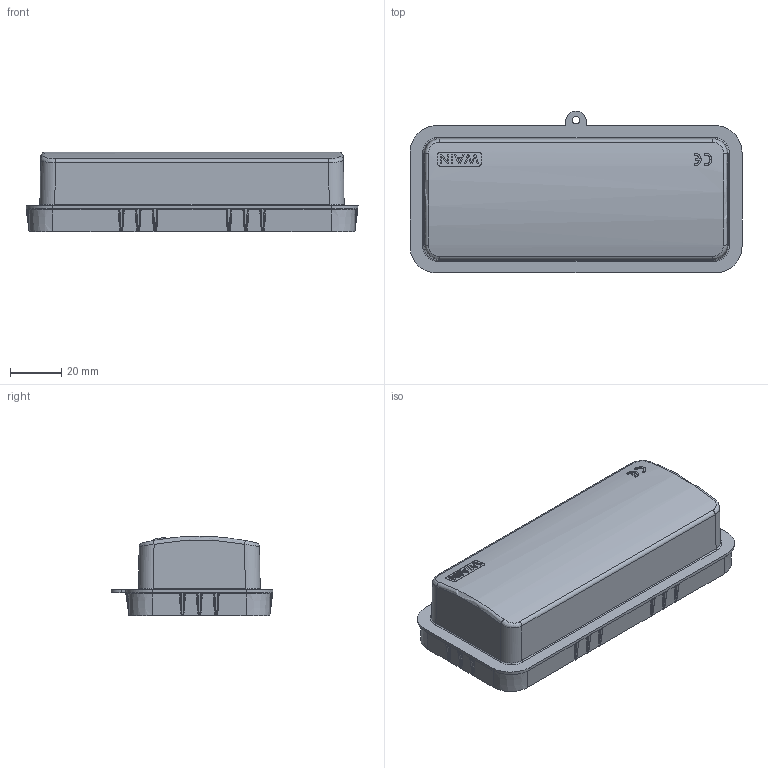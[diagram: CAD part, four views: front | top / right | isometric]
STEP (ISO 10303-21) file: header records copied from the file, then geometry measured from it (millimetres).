
FILE_DESCRIPTION((''),'2;1');
FILE_NAME('HP16B_H-CV_C-20201123','2022-04-21T',('mh.wu'),(''),'PRO/ENGINEER BY PARAMETRIC TECHNOLOGY CORPORATION, 2012480','PRO/ENGINEER BY PARAMETRIC TECHNOLOGY CORPORATION, 2012480','');
FILE_SCHEMA(('CONFIG_CONTROL_DESIGN'));
Length unit declared in the file: millimetre
Products named in the file (1): HP16B_H-CV_C-20201123
Bounding box: 129.54 x 63.14 x 30.96 mm (x, y, z)
Volume: 21602.2 mm3; surface area: 32953.1 mm2
Topology: 1 solids, 1 shells, 686 faces, 1769 edges, 1064 vertices
Faces by surface type: cylinder 236, bspline 214, plane 189, sphere 24, extrusion 11, torus 6, cone 6
Entity records: 36064 total; most frequent: CARTESIAN_POINT 21702, ORIENTED_EDGE 3474, DIRECTION 2195, EDGE_CURVE 1737, VERTEX_POINT 1064, B_SPLINE_CURVE_WITH_KNOTS 796, AXIS2_PLACEMENT_3D 771, EDGE_LOOP 699
